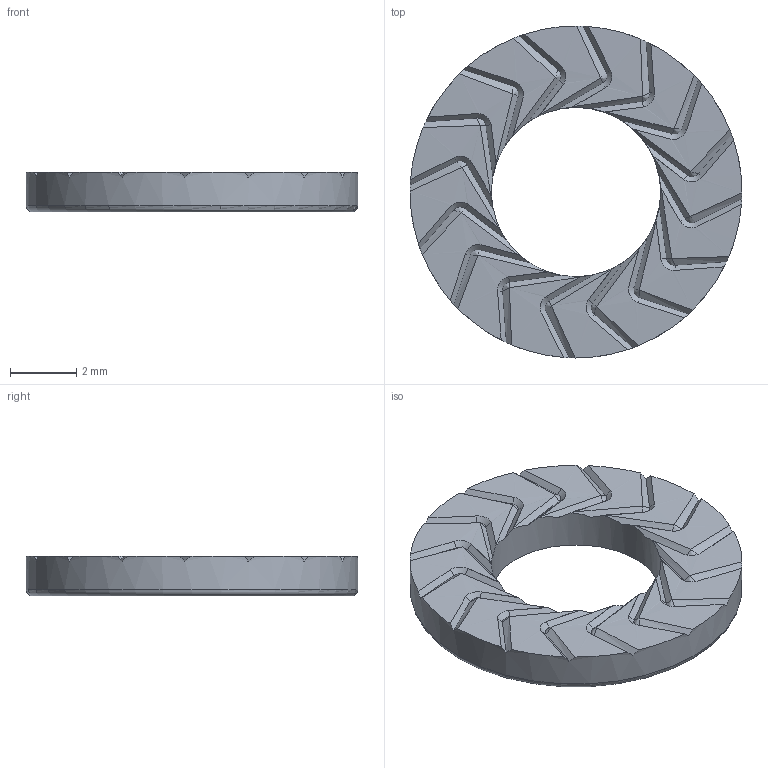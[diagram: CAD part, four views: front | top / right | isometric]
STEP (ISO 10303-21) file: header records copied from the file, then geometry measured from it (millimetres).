
FILE_DESCRIPTION(('STEP AP214'),'1');
FILE_NAME('070920_NSK E5_Muster_flach.stp','2019-10-29T12:10:45',(' '),(' '),'Spatial InterOp 3D',' ',' ');
FILE_SCHEMA(('AUTOMOTIVE_DESIGN { 1 0 10303 214 1 1 1 1 }'));
Length unit declared in the file: metre
Products named in the file (1): 1398678089
Bounding box: 10 x 10 x 1.2 mm (x, y, z)
Volume: 68 mm3; surface area: 174.5 mm2
Topology: 1 solids, 1 shells, 132 faces, 344 edges, 213 vertices
Faces by surface type: plane 97, bspline 32, cylinder 2, torus 1
Full cylindrical faces by diameter (mm): 5.1 x1, 10 x1
Entity records: 5309 total; most frequent: CARTESIAN_POINT 1293, ORIENTED_EDGE 678, DIRECTION 510, EDGE_CURVE 339, VERTEX_POINT 211, AXIS2_PLACEMENT_3D 184, LINE 142, VECTOR 142
